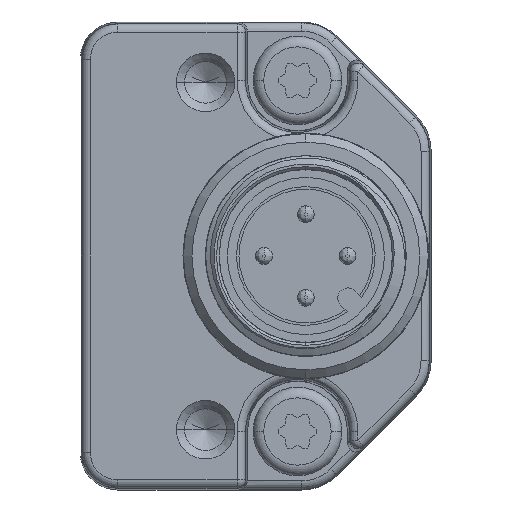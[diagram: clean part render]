
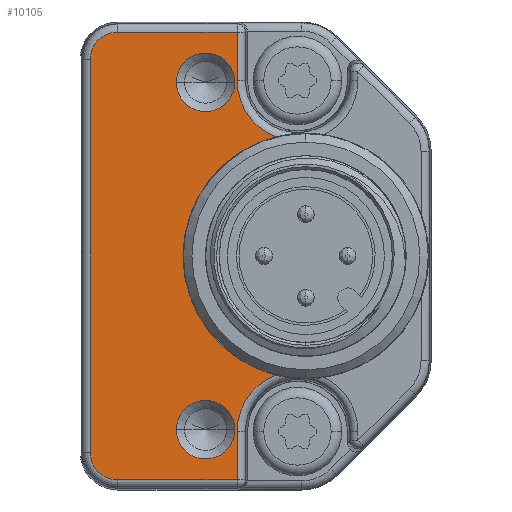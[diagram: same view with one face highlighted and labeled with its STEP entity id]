
A CAD part, left-side view. The second image highlights one B-rep face of the part: STEP entity #10105.
In plain terms, the highlighted planar face has unit normal (-1, 0, 0).
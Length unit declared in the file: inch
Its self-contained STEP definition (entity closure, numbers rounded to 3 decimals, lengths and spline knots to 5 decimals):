
#2787=CARTESIAN_POINT('',(-0.49213,0.31496,
-0.41339));
#2788=DIRECTION('',(1.,0.,0.));
#2789=DIRECTION('',(0.,1.,0.));
#2790=AXIS2_PLACEMENT_3D('',#2787,#2788,#2789);
#2792=DIRECTION('',(0.,0.,1.));
#2793=VECTOR('',#2792,0.11399);
#2794=CARTESIAN_POINT('',(-0.49213,0.45723,
-0.52737));
#2795=LINE('',#2794,#2793);
#2796=DIRECTION('',(0.,-1.,0.));
#2797=VECTOR('',#2796,0.28096);
#2798=CARTESIAN_POINT('',(-0.49213,0.73819,
-0.52737));
#2799=LINE('',#2798,#2797);
#2800=CARTESIAN_POINT('',(-0.49213,0.73819,
-0.4626));
#2801=DIRECTION('',(-1.,0.,0.));
#2802=DIRECTION('',(0.,1.,0.));
#2803=AXIS2_PLACEMENT_3D('',#2800,#2801,#2802);
#2805=DIRECTION('',(0.,0.,-1.));
#2806=VECTOR('',#2805,0.9252);
#2807=CARTESIAN_POINT('',(-0.49213,0.80296,
0.4626));
#2808=LINE('',#2807,#2806);
#2809=CARTESIAN_POINT('',(-0.49213,0.73819,
0.4626));
#2810=DIRECTION('',(-1.,0.,0.));
#2811=DIRECTION('',(0.,0.,1.));
#2812=AXIS2_PLACEMENT_3D('',#2809,#2810,#2811);
#2814=DIRECTION('',(0.,1.,0.));
#2815=VECTOR('',#2814,0.28096);
#2816=CARTESIAN_POINT('',(-0.49213,0.45723,
0.52737));
#2817=LINE('',#2816,#2815);
#2818=DIRECTION('',(0.,0.,1.));
#2819=VECTOR('',#2818,0.11399);
#2820=CARTESIAN_POINT('',(-0.49213,0.45723,
0.41339));
#2821=LINE('',#2820,#2819);
#2822=CARTESIAN_POINT('',(-0.49213,0.31496,
0.41339));
#2823=DIRECTION('',(1.,0.,0.));
#2824=DIRECTION('',(0.,0.359,-0.933));
#2825=AXIS2_PLACEMENT_3D('',#2822,#2823,#2824);
#2827=CARTESIAN_POINT('',(-0.49213,0.29528,0.));
#2828=DIRECTION('',(-1.,0.,0.));
#2829=DIRECTION('',(0.,0.244,0.97));
#2830=AXIS2_PLACEMENT_3D('',#2827,#2828,#2829);
#2832=CARTESIAN_POINT('',(-0.49213,0.5315,
-0.40915));
#2833=DIRECTION('',(1.,0.,0.));
#2834=DIRECTION('',(0.,1.,0.));
#2835=AXIS2_PLACEMENT_3D('',#2832,#2833,#2834);
#2837=CARTESIAN_POINT('',(-0.49213,0.5315,
-0.40915));
#2838=DIRECTION('',(1.,0.,0.));
#2839=DIRECTION('',(0.,-1.,0.));
#2840=AXIS2_PLACEMENT_3D('',#2837,#2838,#2839);
#2842=CARTESIAN_POINT('',(-0.49213,0.5315,
0.40915));
#2843=DIRECTION('',(1.,0.,0.));
#2844=DIRECTION('',(0.,1.,0.));
#2845=AXIS2_PLACEMENT_3D('',#2842,#2843,#2844);
#2847=CARTESIAN_POINT('',(-0.49213,0.5315,
0.40915));
#2848=DIRECTION('',(1.,0.,0.));
#2849=DIRECTION('',(0.,-1.,0.));
#2850=AXIS2_PLACEMENT_3D('',#2847,#2848,#2849);
#6932=CARTESIAN_POINT('',(-0.49213,0.80296,
-0.4626));
#6933=CARTESIAN_POINT('',(-0.49213,0.73819,
-0.52737));
#6934=VERTEX_POINT('',#6932);
#6935=VERTEX_POINT('',#6933);
#6940=CARTESIAN_POINT('',(-0.49213,0.80296,
0.4626));
#6941=VERTEX_POINT('',#6940);
#6944=CARTESIAN_POINT('',(-0.49213,0.73819,
0.52737));
#6945=VERTEX_POINT('',#6944);
#6968=CARTESIAN_POINT('',(-0.49213,0.60039,
-0.40915));
#6969=CARTESIAN_POINT('',(-0.49213,0.4626,
-0.40915));
#6970=VERTEX_POINT('',#6968);
#6971=VERTEX_POINT('',#6969);
#6976=CARTESIAN_POINT('',(-0.49213,0.60039,
0.40915));
#6977=CARTESIAN_POINT('',(-0.49213,0.4626,
0.40915));
#6978=VERTEX_POINT('',#6976);
#6979=VERTEX_POINT('',#6977);
#7012=CARTESIAN_POINT('',(-0.49213,0.45723,
-0.41339));
#7013=CARTESIAN_POINT('',(-0.49213,0.366,
-0.28059));
#7014=VERTEX_POINT('',#7012);
#7015=VERTEX_POINT('',#7013);
#7016=CARTESIAN_POINT('',(-0.49213,0.45723,
-0.52737));
#7017=VERTEX_POINT('',#7016);
#7040=CARTESIAN_POINT('',(-0.49213,0.366,
0.28059));
#7041=CARTESIAN_POINT('',(-0.49213,0.45723,
0.41339));
#7042=VERTEX_POINT('',#7040);
#7043=VERTEX_POINT('',#7041);
#7044=CARTESIAN_POINT('',(-0.49213,0.45723,
0.52737));
#7045=VERTEX_POINT('',#7044);
#10069=CARTESIAN_POINT('',(-0.49213,0.,0.));
#10070=DIRECTION('',(-1.,0.,0.));
#10071=DIRECTION('',(0.,0.,1.));
#10072=AXIS2_PLACEMENT_3D('',#10069,#10070,#10071);
#10073=PLANE('',#10072);
#10075=ORIENTED_EDGE('',*,*,#10074,.F.);
#10077=ORIENTED_EDGE('',*,*,#10076,.F.);
#10079=ORIENTED_EDGE('',*,*,#10078,.F.);
#10081=ORIENTED_EDGE('',*,*,#10080,.F.);
#10083=ORIENTED_EDGE('',*,*,#10082,.F.);
#10085=ORIENTED_EDGE('',*,*,#10084,.F.);
#10087=ORIENTED_EDGE('',*,*,#10086,.F.);
#10088=ORIENTED_EDGE('',*,*,#10060,.F.);
#10089=ORIENTED_EDGE('',*,*,#10018,.F.);
#10090=ORIENTED_EDGE('',*,*,#9975,.T.);
#10091=EDGE_LOOP('',(#10075,#10077,#10079,#10081,#10083,#10085,#10087,#10088,
#10089,#10090));
#10092=FACE_OUTER_BOUND('',#10091,.F.);
#10094=ORIENTED_EDGE('',*,*,#10093,.F.);
#10096=ORIENTED_EDGE('',*,*,#10095,.F.);
#10097=EDGE_LOOP('',(#10094,#10096));
#10098=FACE_BOUND('',#10097,.F.);
#10100=ORIENTED_EDGE('',*,*,#10099,.F.);
#10102=ORIENTED_EDGE('',*,*,#10101,.F.);
#10103=EDGE_LOOP('',(#10100,#10102));
#10104=FACE_BOUND('',#10103,.F.);
#10105=ADVANCED_FACE('',(#10092,#10098,#10104),#10073,.T.);
#2791=CIRCLE('',#2790,0.14227);
#2804=CIRCLE('',#2803,0.06477);
#2813=CIRCLE('',#2812,0.06477);
#2826=CIRCLE('',#2825,0.14227);
#2831=CIRCLE('',#2830,0.28937);
#2836=CIRCLE('',#2835,0.0689);
#2841=CIRCLE('',#2840,0.0689);
#2846=CIRCLE('',#2845,0.0689);
#2851=CIRCLE('',#2850,0.0689);
#9975=EDGE_CURVE('',#7042,#7015,#2831,.T.);
#10018=EDGE_CURVE('',#7042,#7043,#2826,.T.);
#10060=EDGE_CURVE('',#7043,#7045,#2821,.T.);
#10074=EDGE_CURVE('',#7014,#7015,#2791,.T.);
#10076=EDGE_CURVE('',#7017,#7014,#2795,.T.);
#10078=EDGE_CURVE('',#6935,#7017,#2799,.T.);
#10080=EDGE_CURVE('',#6934,#6935,#2804,.T.);
#10082=EDGE_CURVE('',#6941,#6934,#2808,.T.);
#10084=EDGE_CURVE('',#6945,#6941,#2813,.T.);
#10086=EDGE_CURVE('',#7045,#6945,#2817,.T.);
#10093=EDGE_CURVE('',#6970,#6971,#2836,.T.);
#10095=EDGE_CURVE('',#6971,#6970,#2841,.T.);
#10099=EDGE_CURVE('',#6978,#6979,#2846,.T.);
#10101=EDGE_CURVE('',#6979,#6978,#2851,.T.);
